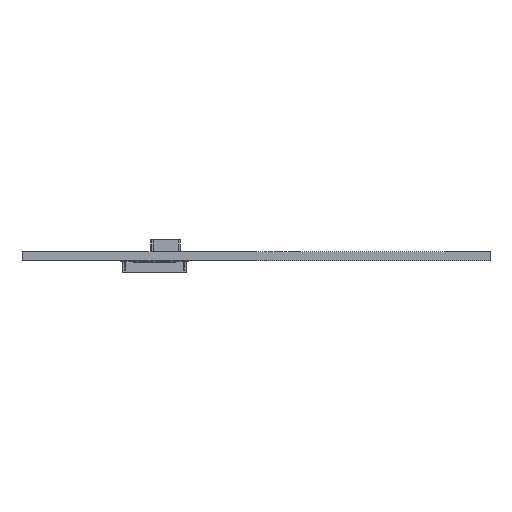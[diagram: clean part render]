
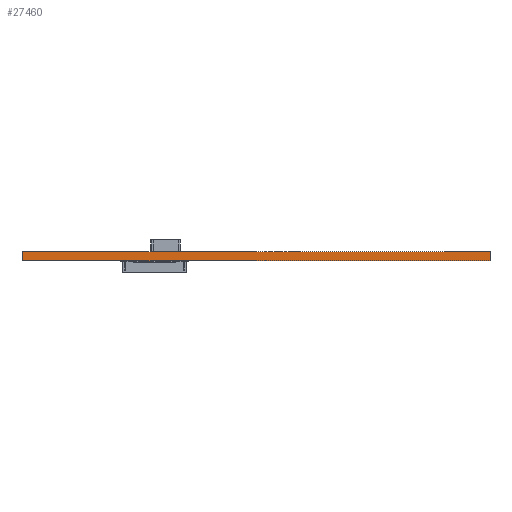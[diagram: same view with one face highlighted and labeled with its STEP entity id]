
A CAD part, front view. The second image highlights one B-rep face of the part: STEP entity #27460.
In plain terms, the highlighted planar face has unit normal (0, -1, 0).
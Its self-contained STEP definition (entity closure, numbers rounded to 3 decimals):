
#24338 = PLANE('',#24339);
#24339 = AXIS2_PLACEMENT_3D('',#24340,#24341,#24342);
#24340 = CARTESIAN_POINT('',(-0.001,-0.442,1.6));
#24341 = DIRECTION('',(0.,0.,1.));
#24342 = DIRECTION('',(1.,0.,-0.));
#24392 = PLANE('',#24393);
#24393 = AXIS2_PLACEMENT_3D('',#24394,#24395,#24396);
#24394 = CARTESIAN_POINT('',(-0.001,-0.442,0.));
#24395 = DIRECTION('',(0.,0.,1.));
#24396 = DIRECTION('',(1.,0.,-0.));
#25095 = VERTEX_POINT('',#25096);
#25096 = CARTESIAN_POINT('',(-41.5,-49.,0.));
#25110 = PLANE('',#25111);
#25111 = AXIS2_PLACEMENT_3D('',#25112,#25113,#25114);
#25112 = CARTESIAN_POINT('',(-41.5,-39.65,0.));
#25113 = DIRECTION('',(1.,0.,-0.));
#25114 = DIRECTION('',(0.,-1.,0.));
#25122 = EDGE_CURVE('',#25095,#25123,#25125,.T.);
#25123 = VERTEX_POINT('',#25124);
#25124 = CARTESIAN_POINT('',(41.5,-49.,0.));
#25125 = SURFACE_CURVE('',#25126,(#25130,#25137),.PCURVE_S1.);
#25126 = LINE('',#25127,#25128);
#25127 = CARTESIAN_POINT('',(-41.5,-49.,0.));
#25128 = VECTOR('',#25129,1.);
#25129 = DIRECTION('',(1.,0.,0.));
#25130 = PCURVE('',#24392,#25131);
#25131 = DEFINITIONAL_REPRESENTATION('',(#25132),#25136);
#25132 = LINE('',#25133,#25134);
#25133 = CARTESIAN_POINT('',(-41.499,-48.558));
#25134 = VECTOR('',#25135,1.);
#25135 = DIRECTION('',(1.,0.));
#25136 = ( GEOMETRIC_REPRESENTATION_CONTEXT(2) 
PARAMETRIC_REPRESENTATION_CONTEXT() REPRESENTATION_CONTEXT('2D SPACE',''
  ) );
#25137 = PCURVE('',#25138,#25143);
#25138 = PLANE('',#25139);
#25139 = AXIS2_PLACEMENT_3D('',#25140,#25141,#25142);
#25140 = CARTESIAN_POINT('',(-41.5,-49.,0.));
#25141 = DIRECTION('',(0.,1.,0.));
#25142 = DIRECTION('',(1.,0.,0.));
#25143 = DEFINITIONAL_REPRESENTATION('',(#25144),#25148);
#25144 = LINE('',#25145,#25146);
#25145 = CARTESIAN_POINT('',(0.,0.));
#25146 = VECTOR('',#25147,1.);
#25147 = DIRECTION('',(1.,0.));
#25148 = ( GEOMETRIC_REPRESENTATION_CONTEXT(2) 
PARAMETRIC_REPRESENTATION_CONTEXT() REPRESENTATION_CONTEXT('2D SPACE',''
  ) );
#25166 = PLANE('',#25167);
#25167 = AXIS2_PLACEMENT_3D('',#25168,#25169,#25170);
#25168 = CARTESIAN_POINT('',(41.5,-49.,0.));
#25169 = DIRECTION('',(-1.,0.,0.));
#25170 = DIRECTION('',(0.,1.,0.));
#26413 = VERTEX_POINT('',#26414);
#26414 = CARTESIAN_POINT('',(-41.5,-49.,1.6));
#26435 = EDGE_CURVE('',#26413,#26436,#26438,.T.);
#26436 = VERTEX_POINT('',#26437);
#26437 = CARTESIAN_POINT('',(41.5,-49.,1.6));
#26438 = SURFACE_CURVE('',#26439,(#26443,#26450),.PCURVE_S1.);
#26439 = LINE('',#26440,#26441);
#26440 = CARTESIAN_POINT('',(-41.5,-49.,1.6));
#26441 = VECTOR('',#26442,1.);
#26442 = DIRECTION('',(1.,0.,0.));
#26443 = PCURVE('',#24338,#26444);
#26444 = DEFINITIONAL_REPRESENTATION('',(#26445),#26449);
#26445 = LINE('',#26446,#26447);
#26446 = CARTESIAN_POINT('',(-41.499,-48.558));
#26447 = VECTOR('',#26448,1.);
#26448 = DIRECTION('',(1.,0.));
#26449 = ( GEOMETRIC_REPRESENTATION_CONTEXT(2) 
PARAMETRIC_REPRESENTATION_CONTEXT() REPRESENTATION_CONTEXT('2D SPACE',''
  ) );
#26450 = PCURVE('',#25138,#26451);
#26451 = DEFINITIONAL_REPRESENTATION('',(#26452),#26456);
#26452 = LINE('',#26453,#26454);
#26453 = CARTESIAN_POINT('',(0.,-1.6));
#26454 = VECTOR('',#26455,1.);
#26455 = DIRECTION('',(1.,0.));
#26456 = ( GEOMETRIC_REPRESENTATION_CONTEXT(2) 
PARAMETRIC_REPRESENTATION_CONTEXT() REPRESENTATION_CONTEXT('2D SPACE',''
  ) );
#27410 = EDGE_CURVE('',#25123,#26436,#27411,.T.);
#27411 = SURFACE_CURVE('',#27412,(#27416,#27423),.PCURVE_S1.);
#27412 = LINE('',#27413,#27414);
#27413 = CARTESIAN_POINT('',(41.5,-49.,0.));
#27414 = VECTOR('',#27415,1.);
#27415 = DIRECTION('',(0.,0.,1.));
#27416 = PCURVE('',#25166,#27417);
#27417 = DEFINITIONAL_REPRESENTATION('',(#27418),#27422);
#27418 = LINE('',#27419,#27420);
#27419 = CARTESIAN_POINT('',(0.,0.));
#27420 = VECTOR('',#27421,1.);
#27421 = DIRECTION('',(0.,-1.));
#27422 = ( GEOMETRIC_REPRESENTATION_CONTEXT(2) 
PARAMETRIC_REPRESENTATION_CONTEXT() REPRESENTATION_CONTEXT('2D SPACE',''
  ) );
#27423 = PCURVE('',#25138,#27424);
#27424 = DEFINITIONAL_REPRESENTATION('',(#27425),#27429);
#27425 = LINE('',#27426,#27427);
#27426 = CARTESIAN_POINT('',(83.,0.));
#27427 = VECTOR('',#27428,1.);
#27428 = DIRECTION('',(0.,-1.));
#27429 = ( GEOMETRIC_REPRESENTATION_CONTEXT(2) 
PARAMETRIC_REPRESENTATION_CONTEXT() REPRESENTATION_CONTEXT('2D SPACE',''
  ) );
#27460 = ADVANCED_FACE('',(#27461),#25138,.F.);
#27461 = FACE_BOUND('',#27462,.F.);
#27462 = EDGE_LOOP('',(#27463,#27484,#27485,#27486));
#27463 = ORIENTED_EDGE('',*,*,#27464,.T.);
#27464 = EDGE_CURVE('',#25095,#26413,#27465,.T.);
#27465 = SURFACE_CURVE('',#27466,(#27470,#27477),.PCURVE_S1.);
#27466 = LINE('',#27467,#27468);
#27467 = CARTESIAN_POINT('',(-41.5,-49.,0.));
#27468 = VECTOR('',#27469,1.);
#27469 = DIRECTION('',(0.,0.,1.));
#27470 = PCURVE('',#25138,#27471);
#27471 = DEFINITIONAL_REPRESENTATION('',(#27472),#27476);
#27472 = LINE('',#27473,#27474);
#27473 = CARTESIAN_POINT('',(0.,0.));
#27474 = VECTOR('',#27475,1.);
#27475 = DIRECTION('',(0.,-1.));
#27476 = ( GEOMETRIC_REPRESENTATION_CONTEXT(2) 
PARAMETRIC_REPRESENTATION_CONTEXT() REPRESENTATION_CONTEXT('2D SPACE',''
  ) );
#27477 = PCURVE('',#25110,#27478);
#27478 = DEFINITIONAL_REPRESENTATION('',(#27479),#27483);
#27479 = LINE('',#27480,#27481);
#27480 = CARTESIAN_POINT('',(9.35,0.));
#27481 = VECTOR('',#27482,1.);
#27482 = DIRECTION('',(0.,-1.));
#27483 = ( GEOMETRIC_REPRESENTATION_CONTEXT(2) 
PARAMETRIC_REPRESENTATION_CONTEXT() REPRESENTATION_CONTEXT('2D SPACE',''
  ) );
#27484 = ORIENTED_EDGE('',*,*,#26435,.T.);
#27485 = ORIENTED_EDGE('',*,*,#27410,.F.);
#27486 = ORIENTED_EDGE('',*,*,#25122,.F.);
